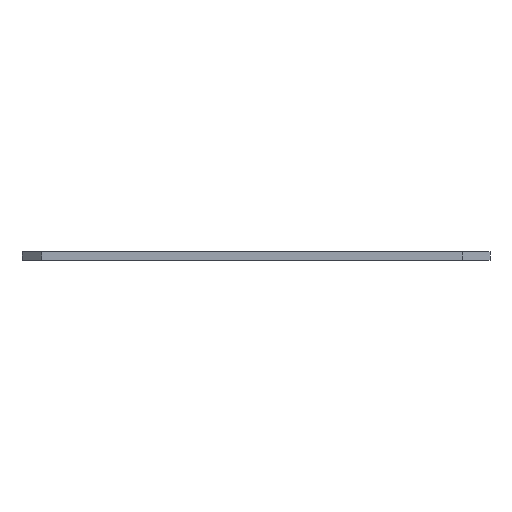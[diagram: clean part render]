
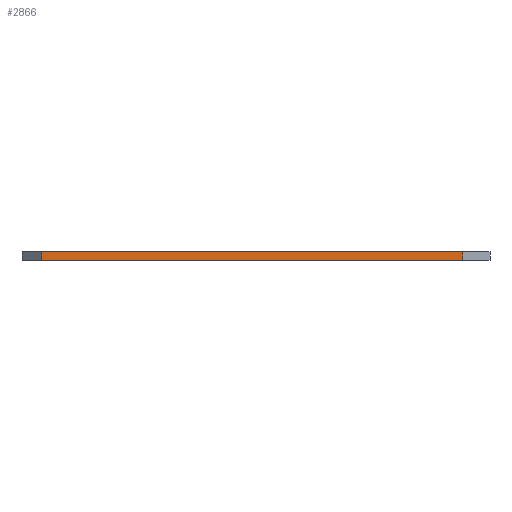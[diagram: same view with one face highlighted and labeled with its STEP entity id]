
A CAD part, left-side view. The second image highlights one B-rep face of the part: STEP entity #2866.
In plain terms, the highlighted planar face has unit normal (-1, 0, 0).
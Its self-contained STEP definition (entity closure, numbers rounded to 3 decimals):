
#169=PLANE('',#3141);
#308=FACE_OUTER_BOUND('',#530,.T.);
#530=EDGE_LOOP('',(#2657,#2658,#2659,#2660));
#740=LINE('',#4606,#1004);
#778=LINE('',#4716,#1042);
#793=LINE('',#4756,#1057);
#794=LINE('',#4764,#1058);
#1004=VECTOR('',#3783,386.5);
#1042=VECTOR('',#3893,386.5);
#1057=VECTOR('',#3936,8.);
#1058=VECTOR('',#3951,8.);
#1418=VERTEX_POINT('',#4603);
#1419=VERTEX_POINT('',#4605);
#1454=VERTEX_POINT('',#4713);
#1455=VERTEX_POINT('',#4715);
#1787=EDGE_CURVE('',#1419,#1418,#740,.T.);
#1842=EDGE_CURVE('',#1455,#1454,#778,.T.);
#1863=EDGE_CURVE('',#1419,#1454,#793,.T.);
#1864=EDGE_CURVE('',#1418,#1455,#794,.T.);
#2657=ORIENTED_EDGE('',*,*,#1842,.T.);
#2658=ORIENTED_EDGE('',*,*,#1863,.F.);
#2659=ORIENTED_EDGE('',*,*,#1787,.T.);
#2660=ORIENTED_EDGE('',*,*,#1864,.T.);
#2866=ADVANCED_FACE('',(#308),#169,.T.);
#3141=AXIS2_PLACEMENT_3D('',#4765,#3952,#3953);
#3783=DIRECTION('',(0.,-1.,0.));
#3893=DIRECTION('',(0.,1.,0.));
#3936=DIRECTION('',(0.,0.,1.));
#3951=DIRECTION('',(0.,0.,1.));
#3952=DIRECTION('center_axis',(-1.,0.,0.));
#3953=DIRECTION('ref_axis',(0.,0.,1.));
#4603=CARTESIAN_POINT('',(-240.,-193.25,0.));
#4605=CARTESIAN_POINT('',(-240.,193.25,0.));
#4606=CARTESIAN_POINT('',(-240.,218.25,0.));
#4713=CARTESIAN_POINT('',(-240.,193.25,8.));
#4715=CARTESIAN_POINT('',(-240.,-193.25,8.));
#4716=CARTESIAN_POINT('',(-240.,218.25,8.));
#4756=CARTESIAN_POINT('',(-240.,193.25,0.));
#4764=CARTESIAN_POINT('',(-240.,-193.25,0.));
#4765=CARTESIAN_POINT('Origin',(-240.,-193.25,0.));
